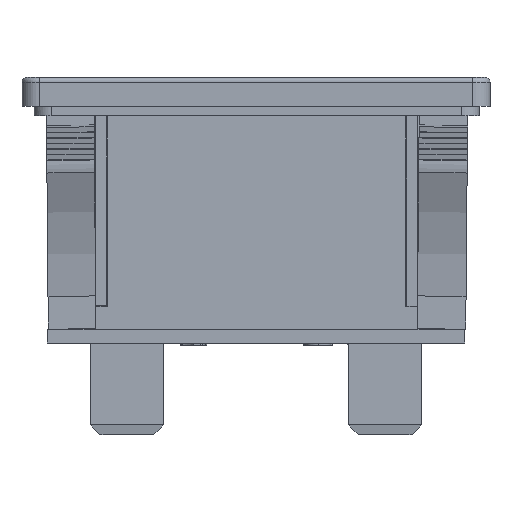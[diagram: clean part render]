
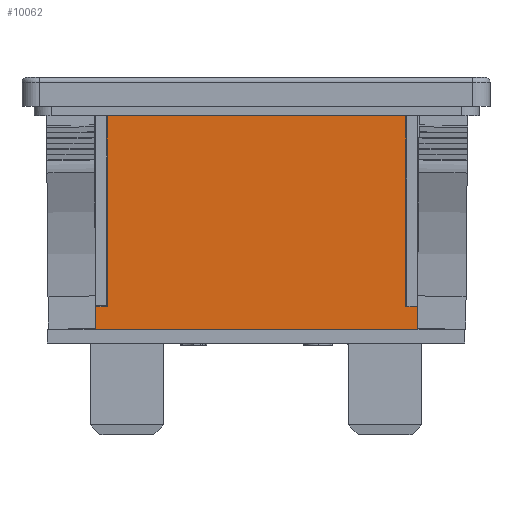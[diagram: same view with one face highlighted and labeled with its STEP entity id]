
A CAD part, front view. The second image highlights one B-rep face of the part: STEP entity #10062.
In plain terms, the highlighted planar face has unit normal (0, -1, -0.009).
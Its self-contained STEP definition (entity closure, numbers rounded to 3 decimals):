
#485 = EDGE_CURVE ( 'NONE', #10717, #9237, #14825, .T. ) ;
#659 = CARTESIAN_POINT ( 'NONE',  ( -18.066, -11.961, -0.938 ) ) ;
#809 = LINE ( 'NONE', #659, #1788 ) ;
#911 = ORIENTED_EDGE ( 'NONE', *, *, #485, .F. ) ;
#959 = EDGE_CURVE ( 'NONE', #24018, #10717, #23570, .T. ) ;
#1157 = VECTOR ( 'NONE', #26110, 1000. ) ;
#1167 = CARTESIAN_POINT ( 'NONE',  ( 13.996, -11.8, -19.402 ) ) ;
#1225 = EDGE_CURVE ( 'NONE', #7933, #11990, #28150, .T. ) ;
#1691 = CARTESIAN_POINT ( 'NONE',  ( 14.053, -11.8, -19.402 ) ) ;
#1725 = CARTESIAN_POINT ( 'NONE',  ( -13.891, -11.8, -19.402 ) ) ;
#1788 = VECTOR ( 'NONE', #25628, 1000. ) ;
#2269 = ORIENTED_EDGE ( 'NONE', *, *, #5422, .T. ) ;
#2550 = EDGE_CURVE ( 'NONE', #27973, #19507, #9654, .T. ) ;
#3046 = VERTEX_POINT ( 'NONE', #1167 ) ;
#3426 = EDGE_CURVE ( 'NONE', #9237, #7090, #24403, .T. ) ;
#4212 = LINE ( 'NONE', #27099, #20324 ) ;
#4217 = ORIENTED_EDGE ( 'NONE', *, *, #19203, .F. ) ;
#4597 = CARTESIAN_POINT ( 'NONE',  ( -18.066, -11.961, -0.938 ) ) ;
#4647 = EDGE_CURVE ( 'NONE', #3046, #11519, #8604, .T. ) ;
#4775 = ORIENTED_EDGE ( 'NONE', *, *, #12557, .F. ) ;
#5422 = EDGE_CURVE ( 'NONE', #7933, #19507, #809, .T. ) ;
#5464 = CARTESIAN_POINT ( 'NONE',  ( 14.053, -11.8, -19.438 ) ) ;
#5957 = VECTOR ( 'NONE', #13829, 1000. ) ;
#6130 = DIRECTION ( 'NONE',  ( 1., 0., 0.009 ) ) ;
#6443 = DIRECTION ( 'NONE',  ( 1., 0., -0.009 ) ) ;
#6762 = LINE ( 'NONE', #27433, #17508 ) ;
#7010 = CARTESIAN_POINT ( 'NONE',  ( -13.947, -11.8, -19.438 ) ) ;
#7090 = VERTEX_POINT ( 'NONE', #1725 ) ;
#7669 = VECTOR ( 'NONE', #8269, 1000. ) ;
#7821 = CARTESIAN_POINT ( 'NONE',  ( 12.994, -11.961, -0.938 ) ) ;
#7837 = CARTESIAN_POINT ( 'NONE',  ( -13.947, -11.961, -0.938 ) ) ;
#7933 = VERTEX_POINT ( 'NONE', #7821 ) ;
#8108 = LINE ( 'NONE', #14797, #1157 ) ;
#8219 = ORIENTED_EDGE ( 'NONE', *, *, #959, .F. ) ;
#8269 = DIRECTION ( 'NONE',  ( 0., -0.009, 1. ) ) ;
#8345 = CARTESIAN_POINT ( 'NONE',  ( -18.066, -11.817, -17.471 ) ) ;
#8604 = LINE ( 'NONE', #26756, #23149 ) ;
#9202 = ORIENTED_EDGE ( 'NONE', *, *, #2550, .F. ) ;
#9237 = VERTEX_POINT ( 'NONE', #18633 ) ;
#9533 = VERTEX_POINT ( 'NONE', #1691 ) ;
#9637 = VECTOR ( 'NONE', #21920, 1000. ) ;
#9654 = LINE ( 'NONE', #18729, #5957 ) ;
#9686 = VECTOR ( 'NONE', #24121, 1000. ) ;
#10062 = ADVANCED_FACE ( 'NONE', ( #20952 ), #24974, .T. ) ;
#10717 = VERTEX_POINT ( 'NONE', #7010 ) ;
#10825 = ORIENTED_EDGE ( 'NONE', *, *, #4647, .T. ) ;
#11519 = VERTEX_POINT ( 'NONE', #26838 ) ;
#11990 = VERTEX_POINT ( 'NONE', #13238 ) ;
#12205 = ORIENTED_EDGE ( 'NONE', *, *, #28538, .F. ) ;
#12252 = EDGE_CURVE ( 'NONE', #14927, #7090, #6762, .T. ) ;
#12557 = EDGE_CURVE ( 'NONE', #3046, #9533, #4212, .T. ) ;
#12853 = CARTESIAN_POINT ( 'NONE',  ( -18.066, -11.8, -19.438 ) ) ;
#13238 = CARTESIAN_POINT ( 'NONE',  ( 12.994, -11.817, -17.471 ) ) ;
#13660 = DIRECTION ( 'NONE',  ( 0., 0.009, -1. ) ) ;
#13829 = DIRECTION ( 'NONE',  ( 0., -0.009, 1. ) ) ;
#14434 = VECTOR ( 'NONE', #6130, 1000. ) ;
#14797 = CARTESIAN_POINT ( 'NONE',  ( 14.053, -11.961, -0.938 ) ) ;
#14825 = LINE ( 'NONE', #7837, #7669 ) ;
#14899 = LINE ( 'NONE', #8345, #22929 ) ;
#14927 = VERTEX_POINT ( 'NONE', #27258 ) ;
#15351 = CARTESIAN_POINT ( 'NONE',  ( -12.889, -11.817, -17.471 ) ) ;
#15540 = DIRECTION ( 'NONE',  ( 0.009, 0.009, -1. ) ) ;
#16013 = CARTESIAN_POINT ( 'NONE',  ( -18.066, -11.817, -17.471 ) ) ;
#16249 = AXIS2_PLACEMENT_3D ( 'NONE', #4597, #22883, #13660 ) ;
#17409 = DIRECTION ( 'NONE',  ( 1., 0., 0. ) ) ;
#17508 = VECTOR ( 'NONE', #15540, 1000. ) ;
#17550 = ORIENTED_EDGE ( 'NONE', *, *, #3426, .F. ) ;
#18531 = ORIENTED_EDGE ( 'NONE', *, *, #21134, .F. ) ;
#18633 = CARTESIAN_POINT ( 'NONE',  ( -13.947, -11.8, -19.402 ) ) ;
#18729 = CARTESIAN_POINT ( 'NONE',  ( -12.889, -11.961, -0.938 ) ) ;
#18914 = CARTESIAN_POINT ( 'NONE',  ( 12.994, -11.961, -0.938 ) ) ;
#18992 = VECTOR ( 'NONE', #25094, 1000. ) ;
#19203 = EDGE_CURVE ( 'NONE', #14927, #27973, #14899, .T. ) ;
#19490 = DIRECTION ( 'NONE',  ( 0.009, -0.009, 1. ) ) ;
#19507 = VERTEX_POINT ( 'NONE', #21711 ) ;
#20324 = VECTOR ( 'NONE', #6443, 1000. ) ;
#20952 = FACE_OUTER_BOUND ( 'NONE', #21827, .T. ) ;
#21134 = EDGE_CURVE ( 'NONE', #9533, #24018, #8108, .T. ) ;
#21711 = CARTESIAN_POINT ( 'NONE',  ( -12.889, -11.961, -0.938 ) ) ;
#21827 = EDGE_LOOP ( 'NONE', ( #9202, #4217, #23437, #17550, #911, #8219, #18531, #4775, #10825, #12205, #27368, #2269 ) ) ;
#21920 = DIRECTION ( 'NONE',  ( -1., 0., 0. ) ) ;
#22883 = DIRECTION ( 'NONE',  ( 0., -1., -0.009 ) ) ;
#22929 = VECTOR ( 'NONE', #17409, 1000. ) ;
#23149 = VECTOR ( 'NONE', #19490, 1000. ) ;
#23437 = ORIENTED_EDGE ( 'NONE', *, *, #12252, .T. ) ;
#23570 = LINE ( 'NONE', #12853, #9637 ) ;
#24018 = VERTEX_POINT ( 'NONE', #5464 ) ;
#24121 = DIRECTION ( 'NONE',  ( 0., 0.009, -1. ) ) ;
#24403 = LINE ( 'NONE', #28881, #14434 ) ;
#24974 = PLANE ( 'NONE',  #16249 ) ;
#25094 = DIRECTION ( 'NONE',  ( 1., 0., 0. ) ) ;
#25628 = DIRECTION ( 'NONE',  ( -1., 0., 0. ) ) ;
#26110 = DIRECTION ( 'NONE',  ( 0., 0.009, -1. ) ) ;
#26756 = CARTESIAN_POINT ( 'NONE',  ( 14.155, -11.959, -1.166 ) ) ;
#26838 = CARTESIAN_POINT ( 'NONE',  ( 14.013, -11.817, -17.471 ) ) ;
#27099 = CARTESIAN_POINT ( 'NONE',  ( 13.997, -11.8, -19.402 ) ) ;
#27258 = CARTESIAN_POINT ( 'NONE',  ( -13.908, -11.817, -17.471 ) ) ;
#27320 = LINE ( 'NONE', #16013, #18992 ) ;
#27368 = ORIENTED_EDGE ( 'NONE', *, *, #1225, .F. ) ;
#27433 = CARTESIAN_POINT ( 'NONE',  ( -14.05, -11.959, -1.166 ) ) ;
#27973 = VERTEX_POINT ( 'NONE', #15351 ) ;
#28150 = LINE ( 'NONE', #18914, #9686 ) ;
#28538 = EDGE_CURVE ( 'NONE', #11990, #11519, #27320, .T. ) ;
#28881 = CARTESIAN_POINT ( 'NONE',  ( -13.892, -11.8, -19.402 ) ) ;
